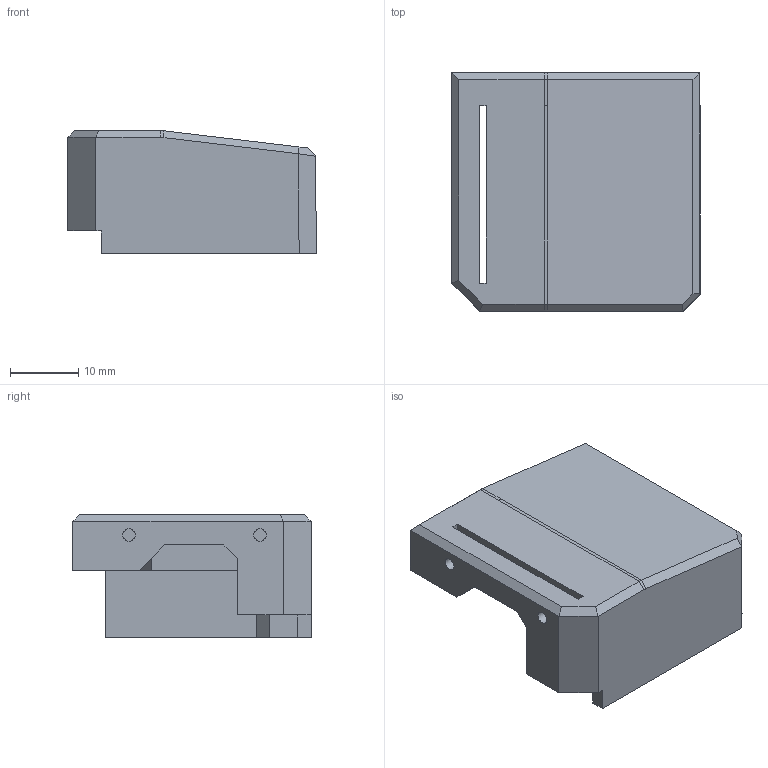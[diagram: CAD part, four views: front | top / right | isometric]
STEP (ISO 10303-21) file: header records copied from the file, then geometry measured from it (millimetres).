
FILE_DESCRIPTION(/* description */ (''),/* implementation_level */ '2;1');
FILE_NAME(/* name */ 'top_v6.step',/* time_stamp */ '2026-01-07T21:39:05+09:00',/* author */ (''),/* organization */ (''),/* preprocessor_version */ 'ST-DEVELOPER v20.1',/* originating_system */ 'Autodesk Translation Framework v14.21.0.0',/* authorisation */ '');
FILE_SCHEMA (('AUTOMOTIVE_DESIGN { 1 0 10303 214 3 1 1 }'));
Length unit declared in the file: millimetre
Products named in the file (1): MiMi-TaBu_v0.3
Bounding box: 36.27 x 34.8 x 17.95 mm (x, y, z)
Volume: 10139.5 mm3; surface area: 5110.3 mm2
Topology: 1 solids, 1 shells, 50 faces, 133 edges, 85 vertices
Faces by surface type: plane 43, cylinder 5, cone 2
Full cylindrical faces by diameter (mm): 1.8 x3
Entity records: 1592 total; most frequent: CARTESIAN_POINT 275, ORIENTED_EDGE 266, DIRECTION 244, EDGE_CURVE 133, LINE 122, VECTOR 122, VERTEX_POINT 85, AXIS2_PLACEMENT_3D 61
